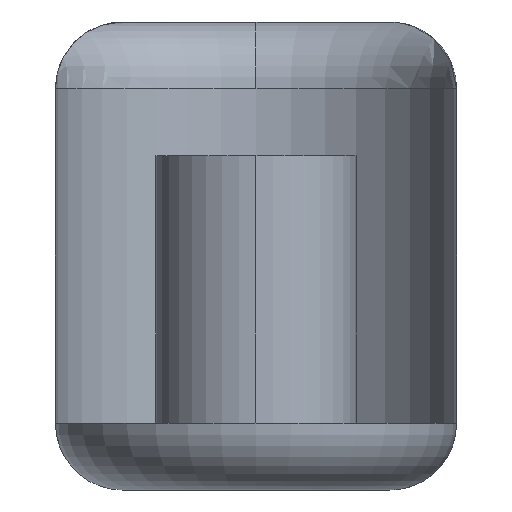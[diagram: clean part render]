
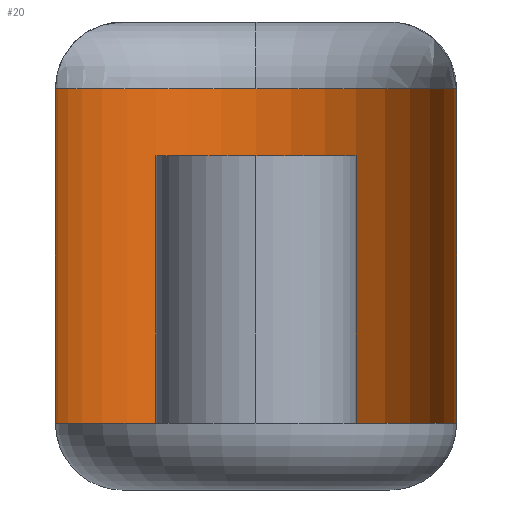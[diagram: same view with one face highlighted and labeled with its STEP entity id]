
A CAD part, left-side view. The second image highlights one B-rep face of the part: STEP entity #20.
In plain terms, the highlighted cylindrical face has radius 6 mm (diameter 12 mm), a partial arc.
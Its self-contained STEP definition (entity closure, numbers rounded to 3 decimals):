
#19 = CARTESIAN_POINT ( 'NONE',  ( 0., 0., 12. ) ) ;
#20 = ADVANCED_FACE ( 'NONE', ( #324 ), #483, .F. ) ;
#30 = DIRECTION ( 'NONE',  ( 1., 0., 0. ) ) ;
#38 = EDGE_CURVE ( 'NONE', #401, #389, #659, .T. ) ;
#55 = DIRECTION ( 'NONE',  ( 0., 0., 1. ) ) ;
#57 = ORIENTED_EDGE ( 'NONE', *, *, #450, .F. ) ;
#61 = DIRECTION ( 'NONE',  ( -1., 0., 0. ) ) ;
#72 = VECTOR ( 'NONE', #258, 1000. ) ;
#82 = CARTESIAN_POINT ( 'NONE',  ( 0., 0., 14. ) ) ;
#99 = ORIENTED_EDGE ( 'NONE', *, *, #619, .T. ) ;
#102 = VERTEX_POINT ( 'NONE', #668 ) ;
#187 = VERTEX_POINT ( 'NONE', #359 ) ;
#226 = CARTESIAN_POINT ( 'NONE',  ( 0., 0., 2. ) ) ;
#246 = ORIENTED_EDGE ( 'NONE', *, *, #38, .T. ) ;
#258 = DIRECTION ( 'NONE',  ( 0., 0., -1. ) ) ;
#267 = AXIS2_PLACEMENT_3D ( 'NONE', #19, #600, #30 ) ;
#273 = CARTESIAN_POINT ( 'NONE',  ( 6., 0., 12. ) ) ;
#296 = VERTEX_POINT ( 'NONE', #321 ) ;
#300 = ORIENTED_EDGE ( 'NONE', *, *, #374, .T. ) ;
#306 = AXIS2_PLACEMENT_3D ( 'NONE', #82, #382, #710 ) ;
#317 = AXIS2_PLACEMENT_3D ( 'NONE', #226, #463, #61 ) ;
#319 = CARTESIAN_POINT ( 'NONE',  ( 0., 6., 14. ) ) ;
#321 = CARTESIAN_POINT ( 'NONE',  ( 0., 6., 12. ) ) ;
#324 = FACE_OUTER_BOUND ( 'NONE', #643, .T. ) ;
#346 = CARTESIAN_POINT ( 'NONE',  ( 0., -6., 14. ) ) ;
#350 = CIRCLE ( 'NONE', #317, 6. ) ;
#359 = CARTESIAN_POINT ( 'NONE',  ( 0., -6., 2. ) ) ;
#374 = EDGE_CURVE ( 'NONE', #296, #102, #713, .T. ) ;
#382 = DIRECTION ( 'NONE',  ( 0., 0., -1. ) ) ;
#389 = VERTEX_POINT ( 'NONE', #273 ) ;
#400 = VECTOR ( 'NONE', #735, 1000. ) ;
#401 = VERTEX_POINT ( 'NONE', #448 ) ;
#414 = LINE ( 'NONE', #346, #400 ) ;
#448 = CARTESIAN_POINT ( 'NONE',  ( 0., -6., 12. ) ) ;
#450 = EDGE_CURVE ( 'NONE', #401, #187, #414, .T. ) ;
#455 = EDGE_CURVE ( 'NONE', #389, #296, #729, .T. ) ;
#463 = DIRECTION ( 'NONE',  ( 0., 0., -1. ) ) ;
#483 = CYLINDRICAL_SURFACE ( 'NONE', #306, 6. ) ;
#544 = DIRECTION ( 'NONE',  ( 1., 0., 0. ) ) ;
#571 = AXIS2_PLACEMENT_3D ( 'NONE', #739, #55, #544 ) ;
#600 = DIRECTION ( 'NONE',  ( 0., 0., 1. ) ) ;
#619 = EDGE_CURVE ( 'NONE', #102, #187, #350, .T. ) ;
#643 = EDGE_LOOP ( 'NONE', ( #57, #246, #646, #300, #99 ) ) ;
#646 = ORIENTED_EDGE ( 'NONE', *, *, #455, .T. ) ;
#659 = CIRCLE ( 'NONE', #267, 6. ) ;
#668 = CARTESIAN_POINT ( 'NONE',  ( 0., 6., 2. ) ) ;
#710 = DIRECTION ( 'NONE',  ( -1., 0., 0. ) ) ;
#713 = LINE ( 'NONE', #319, #72 ) ;
#729 = CIRCLE ( 'NONE', #571, 6. ) ;
#735 = DIRECTION ( 'NONE',  ( 0., 0., -1. ) ) ;
#739 = CARTESIAN_POINT ( 'NONE',  ( 0., 0., 12. ) ) ;
